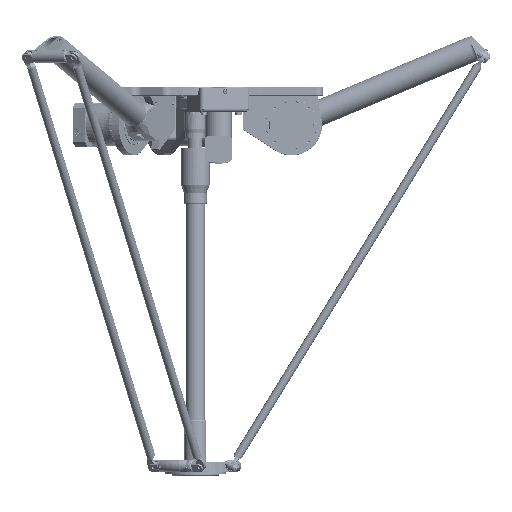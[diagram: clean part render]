
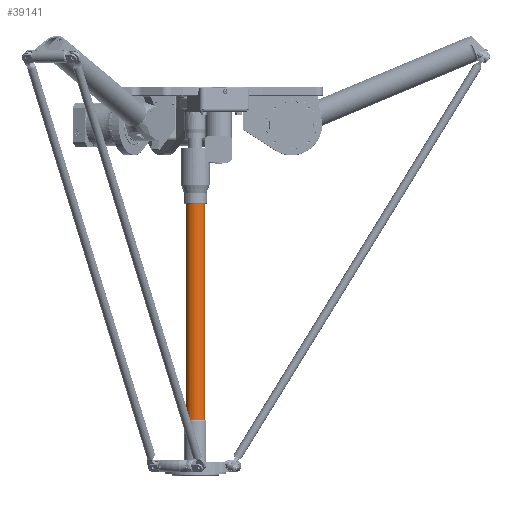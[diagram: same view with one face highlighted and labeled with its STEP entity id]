
A CAD part, front view. The second image highlights one B-rep face of the part: STEP entity #39141.
In plain terms, the highlighted cylindrical face has radius 33.5 mm (diameter 67 mm), a full revolution.
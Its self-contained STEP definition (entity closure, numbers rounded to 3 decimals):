
#1911=FACE_BOUND('',#12173,.T.);
#5274=CIRCLE('',#43753,33.5);
#5281=CIRCLE('',#43767,33.5);
#6029=CYLINDRICAL_SURFACE('',#43768,33.5);
#8523=FACE_OUTER_BOUND('',#12172,.T.);
#12172=EDGE_LOOP('',(#35400));
#12173=EDGE_LOOP('',(#35401));
#20739=VERTEX_POINT('',#88677);
#20746=VERTEX_POINT('',#88698);
#25633=EDGE_CURVE('',#20739,#20739,#5274,.T.);
#25640=EDGE_CURVE('',#20746,#20746,#5281,.T.);
#35400=ORIENTED_EDGE('',*,*,#25640,.F.);
#35401=ORIENTED_EDGE('',*,*,#25633,.T.);
#39141=ADVANCED_FACE('',(#8523,#1911),#6029,.T.);
#43753=AXIS2_PLACEMENT_3D('',#88678,#54927,#54928);
#43767=AXIS2_PLACEMENT_3D('',#88699,#54955,#54956);
#43768=AXIS2_PLACEMENT_3D('',#88700,#54957,#54958);
#54927=DIRECTION('center_axis',(0.,1.,0.));
#54928=DIRECTION('ref_axis',(0.,0.,1.));
#54955=DIRECTION('center_axis',(0.,1.,0.));
#54956=DIRECTION('ref_axis',(0.,0.,1.));
#54957=DIRECTION('center_axis',(0.,1.,0.));
#54958=DIRECTION('ref_axis',(0.,0.,1.));
#88677=CARTESIAN_POINT('',(0.,-817.,33.5));
#88678=CARTESIAN_POINT('Origin',(0.,-817.,0.));
#88698=CARTESIAN_POINT('',(0.,-75.,33.5));
#88699=CARTESIAN_POINT('Origin',(0.,-75.,0.));
#88700=CARTESIAN_POINT('Origin',(0.,-446.,0.));
